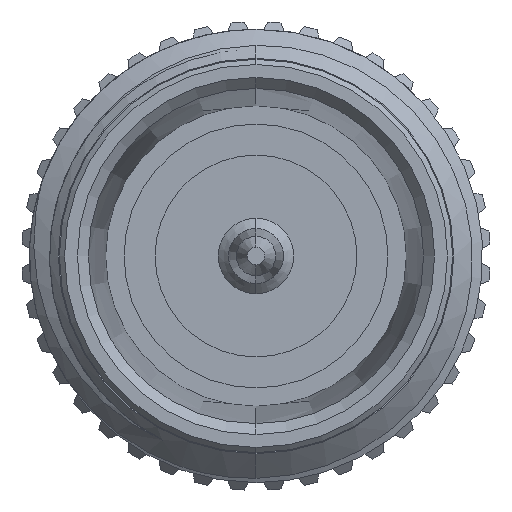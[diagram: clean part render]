
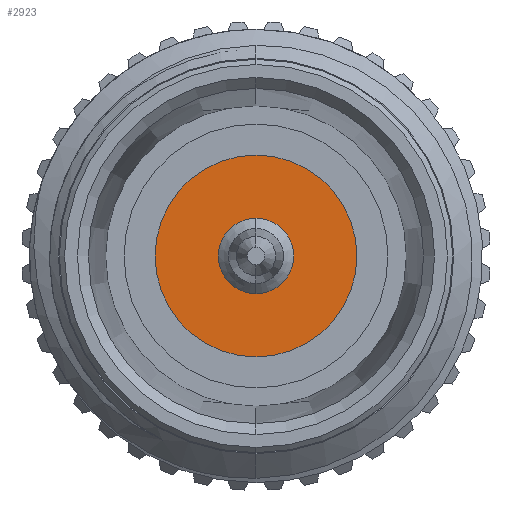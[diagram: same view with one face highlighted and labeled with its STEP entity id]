
A CAD part, left-side view. The second image highlights one B-rep face of the part: STEP entity #2923.
In plain terms, the highlighted planar face has unit normal (-1, 0, 0).
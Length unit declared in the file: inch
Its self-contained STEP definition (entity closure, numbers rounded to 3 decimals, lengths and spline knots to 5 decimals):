
#76 = DIRECTION ( 'NONE',  ( 0., 0., 1. ) ) ;
#452 = CIRCLE ( 'NONE', #6110, 0.0975 ) ;
#913 = CARTESIAN_POINT ( 'NONE',  ( 0.36, 0., -0.0365 ) ) ;
#1224 = FACE_BOUND ( 'NONE', #4340, .T. ) ;
#1271 = AXIS2_PLACEMENT_3D ( 'NONE', #7447, #6214, #3889 ) ;
#1385 = AXIS2_PLACEMENT_3D ( 'NONE', #7379, #4342, #6170 ) ;
#1558 = VERTEX_POINT ( 'NONE', #913 ) ;
#2249 = CARTESIAN_POINT ( 'NONE',  ( 0.36, 0., 0. ) ) ;
#2649 = VERTEX_POINT ( 'NONE', #3383 ) ;
#2690 = EDGE_CURVE ( 'NONE', #2649, #5450, #452, .T. ) ;
#2717 = DIRECTION ( 'NONE',  ( 0., 0., 1. ) ) ;
#2758 = AXIS2_PLACEMENT_3D ( 'NONE', #2249, #3523, #4104 ) ;
#2843 = ORIENTED_EDGE ( 'NONE', *, *, #6421, .F. ) ;
#2923 = ADVANCED_FACE ( 'NONE', ( #1224, #6321 ), #5046, .T. ) ;
#3282 = AXIS2_PLACEMENT_3D ( 'NONE', #7322, #3329, #2717 ) ;
#3329 = DIRECTION ( 'NONE',  ( -1., 0., 0. ) ) ;
#3383 = CARTESIAN_POINT ( 'NONE',  ( 0.36, 0., -0.0975 ) ) ;
#3523 = DIRECTION ( 'NONE',  ( -1., 0., 0. ) ) ;
#3875 = ORIENTED_EDGE ( 'NONE', *, *, #4162, .F. ) ;
#3889 = DIRECTION ( 'NONE',  ( 0., 0., 1. ) ) ;
#3967 = ORIENTED_EDGE ( 'NONE', *, *, #2690, .T. ) ;
#4104 = DIRECTION ( 'NONE',  ( 0., 0., 1. ) ) ;
#4162 = EDGE_CURVE ( 'NONE', #1558, #5970, #4750, .T. ) ;
#4340 = EDGE_LOOP ( 'NONE', ( #3875, #2843 ) ) ;
#4342 = DIRECTION ( 'NONE',  ( -1., 0., 0. ) ) ;
#4481 = EDGE_CURVE ( 'NONE', #5450, #2649, #5419, .T. ) ;
#4750 = CIRCLE ( 'NONE', #3282, 0.0365 ) ;
#5046 = PLANE ( 'NONE',  #1271 ) ;
#5066 = CIRCLE ( 'NONE', #1385, 0.0365 ) ;
#5069 = ORIENTED_EDGE ( 'NONE', *, *, #4481, .T. ) ;
#5354 = CARTESIAN_POINT ( 'NONE',  ( 0.36, 0., 0.0975 ) ) ;
#5419 = CIRCLE ( 'NONE', #2758, 0.0975 ) ;
#5450 = VERTEX_POINT ( 'NONE', #5354 ) ;
#5674 = CARTESIAN_POINT ( 'NONE',  ( 0.36, 0., 0.0365 ) ) ;
#5970 = VERTEX_POINT ( 'NONE', #5674 ) ;
#6110 = AXIS2_PLACEMENT_3D ( 'NONE', #6477, #7044, #76 ) ;
#6170 = DIRECTION ( 'NONE',  ( 0., 0., 1. ) ) ;
#6214 = DIRECTION ( 'NONE',  ( -1., 0., 0. ) ) ;
#6321 = FACE_OUTER_BOUND ( 'NONE', #6767, .T. ) ;
#6421 = EDGE_CURVE ( 'NONE', #5970, #1558, #5066, .T. ) ;
#6477 = CARTESIAN_POINT ( 'NONE',  ( 0.36, 0., 0. ) ) ;
#6767 = EDGE_LOOP ( 'NONE', ( #3967, #5069 ) ) ;
#7044 = DIRECTION ( 'NONE',  ( -1., 0., 0. ) ) ;
#7322 = CARTESIAN_POINT ( 'NONE',  ( 0.36, 0., 0. ) ) ;
#7379 = CARTESIAN_POINT ( 'NONE',  ( 0.36, 0., 0. ) ) ;
#7447 = CARTESIAN_POINT ( 'NONE',  ( 0.36, 0., 0. ) ) ;
